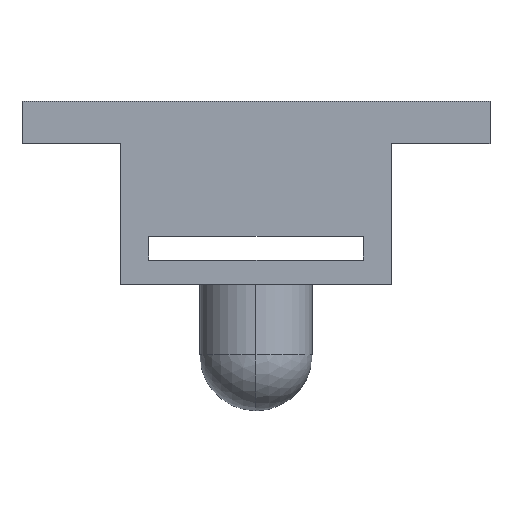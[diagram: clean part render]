
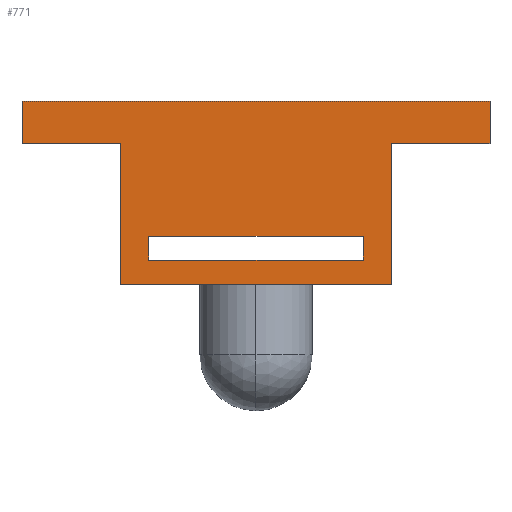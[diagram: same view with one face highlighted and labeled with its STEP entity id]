
A CAD part, top view. The second image highlights one B-rep face of the part: STEP entity #771.
In plain terms, the highlighted planar face has unit normal (0, 0, 1).
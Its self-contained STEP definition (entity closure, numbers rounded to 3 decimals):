
#14 = EDGE_CURVE ( 'NONE', #239, #793, #853, .T. ) ;
#16 = DIRECTION ( 'NONE',  ( 0., 1., 0. ) ) ;
#19 = DIRECTION ( 'NONE',  ( 0., 1., 0. ) ) ;
#35 = LINE ( 'NONE', #762, #48 ) ;
#38 = CARTESIAN_POINT ( 'NONE',  ( -16.62, -3., 5. ) ) ;
#48 = VECTOR ( 'NONE', #388, 1000. ) ;
#57 = CARTESIAN_POINT ( 'NONE',  ( 0., -13., 5. ) ) ;
#69 = CARTESIAN_POINT ( 'NONE',  ( 9.62, -13., 5. ) ) ;
#72 = EDGE_LOOP ( 'NONE', ( #470, #116, #502, #1089 ) ) ;
#81 = EDGE_CURVE ( 'NONE', #601, #763, #35, .T. ) ;
#88 = DIRECTION ( 'NONE',  ( -1., 0., 0. ) ) ;
#92 = ORIENTED_EDGE ( 'NONE', *, *, #126, .T. ) ;
#98 = ORIENTED_EDGE ( 'NONE', *, *, #14, .T. ) ;
#116 = ORIENTED_EDGE ( 'NONE', *, *, #1062, .F. ) ;
#125 = DIRECTION ( 'NONE',  ( -1., 0., 0. ) ) ;
#126 = EDGE_CURVE ( 'NONE', #382, #1048, #1034, .T. ) ;
#129 = DIRECTION ( 'NONE',  ( -1., 0., 0. ) ) ;
#166 = DIRECTION ( 'NONE',  ( 0., 1., 0. ) ) ;
#174 = CARTESIAN_POINT ( 'NONE',  ( -9.62, -3., 5. ) ) ;
#178 = DIRECTION ( 'NONE',  ( 0., 1., 0. ) ) ;
#223 = EDGE_CURVE ( 'NONE', #424, #382, #740, .T. ) ;
#239 = VERTEX_POINT ( 'NONE', #381 ) ;
#244 = VECTOR ( 'NONE', #88, 1000. ) ;
#251 = VECTOR ( 'NONE', #166, 1000. ) ;
#255 = DIRECTION ( 'NONE',  ( 1., 0., 0. ) ) ;
#256 = LINE ( 'NONE', #1042, #757 ) ;
#260 = VECTOR ( 'NONE', #19, 1000. ) ;
#267 = EDGE_CURVE ( 'NONE', #1048, #453, #924, .T. ) ;
#293 = CARTESIAN_POINT ( 'NONE',  ( 16.62, 0., 5. ) ) ;
#310 = EDGE_CURVE ( 'NONE', #750, #1021, #749, .T. ) ;
#313 = DIRECTION ( 'NONE',  ( -1., 0., 0. ) ) ;
#332 = EDGE_LOOP ( 'NONE', ( #931, #451, #603, #884, #98, #832, #693, #92 ) ) ;
#357 = VECTOR ( 'NONE', #16, 1000. ) ;
#381 = CARTESIAN_POINT ( 'NONE',  ( -9.62, -13., 5. ) ) ;
#382 = VERTEX_POINT ( 'NONE', #1024 ) ;
#388 = DIRECTION ( 'NONE',  ( 1., 0., 0. ) ) ;
#406 = CARTESIAN_POINT ( 'NONE',  ( 9.62, -13., 5. ) ) ;
#418 = CARTESIAN_POINT ( 'NONE',  ( 7.62, -11.3, 5. ) ) ;
#424 = VERTEX_POINT ( 'NONE', #684 ) ;
#430 = LINE ( 'NONE', #861, #244 ) ;
#451 = ORIENTED_EDGE ( 'NONE', *, *, #920, .F. ) ;
#453 = VERTEX_POINT ( 'NONE', #755 ) ;
#461 = EDGE_CURVE ( 'NONE', #1021, #601, #1029, .T. ) ;
#464 = CARTESIAN_POINT ( 'NONE',  ( 0., -3., 5. ) ) ;
#470 = ORIENTED_EDGE ( 'NONE', *, *, #310, .F. ) ;
#484 = CARTESIAN_POINT ( 'NONE',  ( 0., -3., 5. ) ) ;
#502 = ORIENTED_EDGE ( 'NONE', *, *, #81, .F. ) ;
#545 = CARTESIAN_POINT ( 'NONE',  ( 7.62, -11.3, 5. ) ) ;
#550 = CARTESIAN_POINT ( 'NONE',  ( -7.62, -9.6, 5. ) ) ;
#585 = FACE_BOUND ( 'NONE', #72, .T. ) ;
#588 = PLANE ( 'NONE',  #615 ) ;
#589 = CARTESIAN_POINT ( 'NONE',  ( -7.62, -11.3, 5. ) ) ;
#601 = VERTEX_POINT ( 'NONE', #722 ) ;
#603 = ORIENTED_EDGE ( 'NONE', *, *, #984, .F. ) ;
#615 = AXIS2_PLACEMENT_3D ( 'NONE', #484, #841, #313 ) ;
#646 = EDGE_CURVE ( 'NONE', #239, #886, #1000, .T. ) ;
#651 = VECTOR ( 'NONE', #946, 1000. ) ;
#662 = VERTEX_POINT ( 'NONE', #38 ) ;
#664 = VECTOR ( 'NONE', #753, 1000. ) ;
#667 = CARTESIAN_POINT ( 'NONE',  ( 7.62, -9.6, 5. ) ) ;
#684 = CARTESIAN_POINT ( 'NONE',  ( 9.62, -3., 5. ) ) ;
#693 = ORIENTED_EDGE ( 'NONE', *, *, #223, .T. ) ;
#722 = CARTESIAN_POINT ( 'NONE',  ( -7.62, -11.3, 5. ) ) ;
#724 = VECTOR ( 'NONE', #129, 1000. ) ;
#736 = CARTESIAN_POINT ( 'NONE',  ( 0., 0., 5. ) ) ;
#739 = CARTESIAN_POINT ( 'NONE',  ( -9.62, -13., 5. ) ) ;
#740 = LINE ( 'NONE', #464, #664 ) ;
#749 = LINE ( 'NONE', #550, #981 ) ;
#750 = VERTEX_POINT ( 'NONE', #667 ) ;
#753 = DIRECTION ( 'NONE',  ( 1., 0., 0. ) ) ;
#755 = CARTESIAN_POINT ( 'NONE',  ( -16.62, 0., 5. ) ) ;
#757 = VECTOR ( 'NONE', #178, 1000. ) ;
#761 = EDGE_CURVE ( 'NONE', #793, #424, #1027, .T. ) ;
#762 = CARTESIAN_POINT ( 'NONE',  ( -7.62, -11.3, 5. ) ) ;
#763 = VERTEX_POINT ( 'NONE', #418 ) ;
#771 = ADVANCED_FACE ( 'NONE', ( #585, #1022 ), #588, .F. ) ;
#778 = VECTOR ( 'NONE', #950, 1000. ) ;
#793 = VERTEX_POINT ( 'NONE', #69 ) ;
#819 = CARTESIAN_POINT ( 'NONE',  ( -7.62, -9.6, 5. ) ) ;
#832 = ORIENTED_EDGE ( 'NONE', *, *, #761, .T. ) ;
#841 = DIRECTION ( 'NONE',  ( 0., 0., -1. ) ) ;
#853 = LINE ( 'NONE', #57, #1129 ) ;
#861 = CARTESIAN_POINT ( 'NONE',  ( 0., -3., 5. ) ) ;
#884 = ORIENTED_EDGE ( 'NONE', *, *, #646, .F. ) ;
#886 = VERTEX_POINT ( 'NONE', #174 ) ;
#920 = EDGE_CURVE ( 'NONE', #662, #453, #256, .T. ) ;
#924 = LINE ( 'NONE', #736, #724 ) ;
#931 = ORIENTED_EDGE ( 'NONE', *, *, #267, .T. ) ;
#946 = DIRECTION ( 'NONE',  ( 0., -1., 0. ) ) ;
#950 = DIRECTION ( 'NONE',  ( 0., 1., 0. ) ) ;
#981 = VECTOR ( 'NONE', #125, 1000. ) ;
#984 = EDGE_CURVE ( 'NONE', #886, #662, #430, .T. ) ;
#986 = LINE ( 'NONE', #545, #260 ) ;
#1000 = LINE ( 'NONE', #739, #357 ) ;
#1021 = VERTEX_POINT ( 'NONE', #819 ) ;
#1022 = FACE_OUTER_BOUND ( 'NONE', #332, .T. ) ;
#1024 = CARTESIAN_POINT ( 'NONE',  ( 16.62, -3., 5. ) ) ;
#1027 = LINE ( 'NONE', #406, #778 ) ;
#1029 = LINE ( 'NONE', #589, #651 ) ;
#1034 = LINE ( 'NONE', #1116, #251 ) ;
#1042 = CARTESIAN_POINT ( 'NONE',  ( -16.62, -3., 5. ) ) ;
#1048 = VERTEX_POINT ( 'NONE', #293 ) ;
#1062 = EDGE_CURVE ( 'NONE', #763, #750, #986, .T. ) ;
#1089 = ORIENTED_EDGE ( 'NONE', *, *, #461, .F. ) ;
#1116 = CARTESIAN_POINT ( 'NONE',  ( 16.62, -3., 5. ) ) ;
#1129 = VECTOR ( 'NONE', #255, 1000. ) ;
